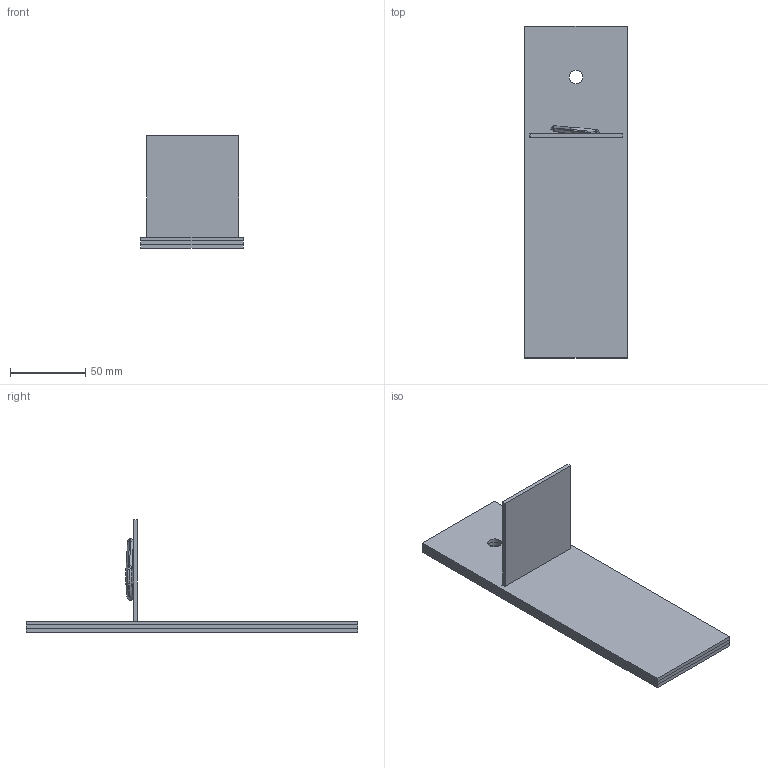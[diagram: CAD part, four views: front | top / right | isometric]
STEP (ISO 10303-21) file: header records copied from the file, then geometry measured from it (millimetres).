
FILE_DESCRIPTION(/* description */ (''),/* implementation_level */ '2;1');
FILE_NAME(/* name */ 'Modelo 3D Soporte Seguro Bicicleta.step',/* time_stamp */ '2022-07-05T08:00:04-05:00',/* author */ (''),/* organization */ (''),/* preprocessor_version */ 'ST-DEVELOPER v19',/* originating_system */ 'Autodesk Translation Framework v11.7.0.108',/* authorisation */ '');
FILE_SCHEMA (('AUTOMOTIVE_DESIGN { 1 0 10303 214 3 1 1 }'));
Length unit declared in the file: millimetre
Products named in the file (2): Palanca; Tag_RFID_Arduino
Assembly tree (1 placements, depth 2):
  Palanca
    Tag_RFID_Arduino
Bounding box: 68 x 220 x 74.71 mm (x, y, z)
Volume: 125167.1 mm3; surface area: 105455.3 mm2
Topology: 5 solids, 5 shells, 79 faces, 177 edges, 114 vertices
Faces by surface type: plane 52, cylinder 19, cone 8
Full cylindrical faces by diameter (mm): 9 x3, 24.5 x1, 25.5 x1
Entity records: 2276 total; most frequent: DIRECTION 389, CARTESIAN_POINT 374, ORIENTED_EDGE 354, EDGE_CURVE 177, LINE 131, VECTOR 131, AXIS2_PLACEMENT_3D 129, VERTEX_POINT 114
